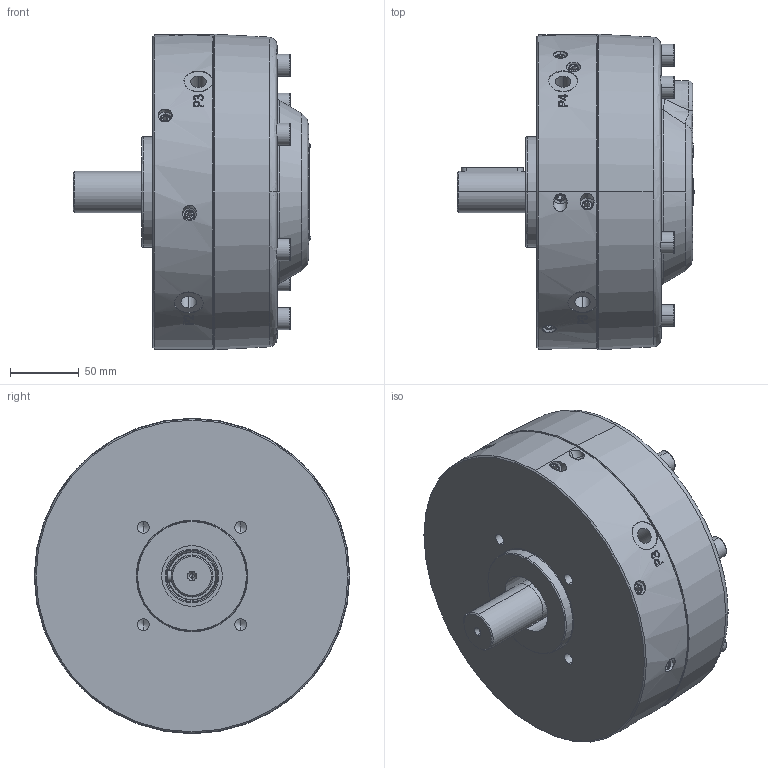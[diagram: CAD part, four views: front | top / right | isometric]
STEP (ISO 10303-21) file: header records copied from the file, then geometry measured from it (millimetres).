
FILE_DESCRIPTION (( 'STEP AP214' ), '1' );
FILE_NAME ('MRK702_4x2 pistons.STEP', '2021-03-12T13:13:55', ( '' ), ( '' ), 'SwSTEP 2.0', 'SolidWorks 2020', '' );
FILE_SCHEMA (( 'AUTOMOTIVE_DESIGN' ));
Length unit declared in the file: millimetre
Products named in the file (1): MRK702_4x2 pistons
Bounding box: 172.5 x 228.74 x 228.74 mm (x, y, z)
Volume: 3913406.6 mm3; surface area: 196495.5 mm2
Topology: 1 solids, 26 shells, 1105 faces, 2658 edges, 1685 vertices
Faces by surface type: plane 568, bspline 224, cylinder 189, cone 120, torus 4
Entity records: 49858 total; most frequent: CARTESIAN_POINT 25416, ORIENTED_EDGE 5264, DIRECTION 4609, EDGE_CURVE 2632, VERTEX_POINT 1685, AXIS2_PLACEMENT_3D 1563, LINE 1483, VECTOR 1483
